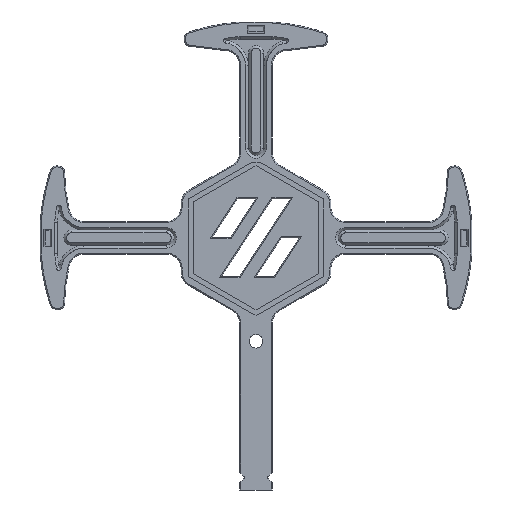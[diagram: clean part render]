
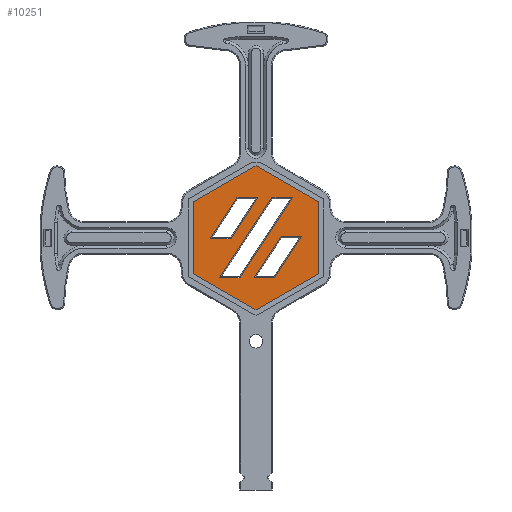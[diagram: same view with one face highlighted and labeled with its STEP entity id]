
A CAD part, left-side view. The second image highlights one B-rep face of the part: STEP entity #10251.
In plain terms, the highlighted planar face has unit normal (-1, 0, 0).
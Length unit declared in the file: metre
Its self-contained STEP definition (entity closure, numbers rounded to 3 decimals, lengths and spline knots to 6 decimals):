
#1845=ORIENTED_EDGE('',*,*,#4756,.T.);
#1846=ORIENTED_EDGE('',*,*,#4759,.T.);
#1847=ORIENTED_EDGE('',*,*,#4757,.T.);
#1848=ORIENTED_EDGE('',*,*,#4742,.T.);
#1849=ORIENTED_EDGE('',*,*,#4748,.T.);
#1850=ORIENTED_EDGE('',*,*,#4745,.T.);
#1851=ORIENTED_EDGE('',*,*,#4751,.F.);
#1852=ORIENTED_EDGE('',*,*,#4779,.F.);
#1853=ORIENTED_EDGE('',*,*,#4777,.F.);
#1854=ORIENTED_EDGE('',*,*,#4775,.F.);
#1855=ORIENTED_EDGE('',*,*,#4716,.F.);
#1856=ORIENTED_EDGE('',*,*,#4726,.F.);
#1857=ORIENTED_EDGE('',*,*,#4722,.F.);
#1858=ORIENTED_EDGE('',*,*,#4719,.F.);
#1859=ORIENTED_EDGE('',*,*,#4771,.F.);
#1860=ORIENTED_EDGE('',*,*,#4728,.F.);
#1861=ORIENTED_EDGE('',*,*,#4770,.F.);
#1862=ORIENTED_EDGE('',*,*,#4769,.F.);
#4716=EDGE_CURVE('',#6230,#6231,#7036,.T.);
#4719=EDGE_CURVE('',#6231,#6232,#7039,.T.);
#4722=EDGE_CURVE('',#6232,#6234,#7042,.T.);
#4726=EDGE_CURVE('',#6234,#6230,#7046,.T.);
#4728=EDGE_CURVE('',#6236,#6237,#7048,.T.);
#4742=EDGE_CURVE('',#6241,#6242,#7061,.T.);
#4745=EDGE_CURVE('',#6243,#6244,#7064,.T.);
#4748=EDGE_CURVE('',#6242,#6243,#7067,.T.);
#4751=EDGE_CURVE('',#6247,#6248,#7070,.T.);
#4756=EDGE_CURVE('',#6244,#6249,#7075,.T.);
#4757=EDGE_CURVE('',#6250,#6241,#7076,.T.);
#4759=EDGE_CURVE('',#6249,#6250,#7078,.T.);
#4769=EDGE_CURVE('',#6254,#6253,#7088,.T.);
#4770=EDGE_CURVE('',#6253,#6236,#7089,.T.);
#4771=EDGE_CURVE('',#6237,#6254,#7090,.T.);
#4775=EDGE_CURVE('',#6248,#6256,#7094,.T.);
#4777=EDGE_CURVE('',#6256,#6257,#7096,.T.);
#4779=EDGE_CURVE('',#6257,#6247,#7098,.T.);
#6230=VERTEX_POINT('',#15967);
#6231=VERTEX_POINT('',#15968);
#6232=VERTEX_POINT('',#15973);
#6234=VERTEX_POINT('',#15979);
#6236=VERTEX_POINT('',#15990);
#6237=VERTEX_POINT('',#15991);
#6241=VERTEX_POINT('',#16019);
#6242=VERTEX_POINT('',#16020);
#6243=VERTEX_POINT('',#16025);
#6244=VERTEX_POINT('',#16026);
#6247=VERTEX_POINT('',#16037);
#6248=VERTEX_POINT('',#16039);
#6249=VERTEX_POINT('',#16046);
#6250=VERTEX_POINT('',#16050);
#6253=VERTEX_POINT('',#16072);
#6254=VERTEX_POINT('',#16074);
#6256=VERTEX_POINT('',#16088);
#6257=VERTEX_POINT('',#16092);
#7036=LINE('',#15966,#7939);
#7039=LINE('',#15972,#7942);
#7042=LINE('',#15978,#7945);
#7046=LINE('',#15985,#7949);
#7048=LINE('',#15989,#7951);
#7061=LINE('',#16018,#7964);
#7064=LINE('',#16024,#7967);
#7067=LINE('',#16030,#7970);
#7070=LINE('',#16038,#7973);
#7075=LINE('',#16047,#7978);
#7076=LINE('',#16049,#7979);
#7078=LINE('',#16054,#7981);
#7088=LINE('',#16075,#7991);
#7089=LINE('',#16077,#7992);
#7090=LINE('',#16079,#7993);
#7094=LINE('',#16087,#7997);
#7096=LINE('',#16091,#7999);
#7098=LINE('',#16095,#8001);
#7939=VECTOR('',#12610,1.);
#7942=VECTOR('',#12615,1.);
#7945=VECTOR('',#12620,1.);
#7949=VECTOR('',#12626,1.);
#7951=VECTOR('',#12632,1.);
#7964=VECTOR('',#12667,1.);
#7967=VECTOR('',#12672,1.);
#7970=VECTOR('',#12677,1.);
#7973=VECTOR('',#12684,1.);
#7978=VECTOR('',#12693,1.);
#7979=VECTOR('',#12696,1.);
#7981=VECTOR('',#12702,1.);
#7991=VECTOR('',#12726,1.);
#7992=VECTOR('',#12729,1.);
#7993=VECTOR('',#12732,1.);
#7997=VECTOR('',#12742,1.);
#7999=VECTOR('',#12746,1.);
#8001=VECTOR('',#12750,1.);
#8690=EDGE_LOOP('',(#1845,#1846,#1847,#1848,#1849,#1850));
#8691=EDGE_LOOP('',(#1851,#1852,#1853,#1854));
#8692=EDGE_LOOP('',(#1855,#1856,#1857,#1858));
#8693=EDGE_LOOP('',(#1859,#1860,#1861,#1862));
#9350=FACE_BOUND('',#8690,.T.);
#9351=FACE_BOUND('',#8691,.T.);
#9352=FACE_BOUND('',#8692,.T.);
#9353=FACE_BOUND('',#8693,.T.);
#9959=PLANE('',#11086);
#10251=ADVANCED_FACE('',(#9350,#9351,#9352,#9353),#9959,.T.);
#11086=AXIS2_PLACEMENT_3D('',#16096,#12751,#12752);
#12610=DIRECTION('',(0.,-0.547,0.837));
#12615=DIRECTION('',(0.,1.,0.));
#12620=DIRECTION('',(0.,0.547,-0.837));
#12626=DIRECTION('',(0.,-1.,0.));
#12632=DIRECTION('',(0.,1.,0.));
#12667=DIRECTION('',(0.,-0.866,0.5));
#12672=DIRECTION('',(0.,0.866,0.5));
#12677=DIRECTION('',(0.,0.,1.));
#12684=DIRECTION('',(0.,-0.544,0.839));
#12693=DIRECTION('',(0.,0.866,-0.5));
#12696=DIRECTION('',(0.,-0.866,-0.5));
#12702=DIRECTION('',(0.,0.,-1.));
#12726=DIRECTION('',(0.,-1.,0.));
#12729=DIRECTION('',(0.,-0.548,0.836));
#12732=DIRECTION('',(0.,0.547,-0.837));
#12742=DIRECTION('',(0.,1.,0.));
#12746=DIRECTION('',(0.,0.543,-0.839));
#12750=DIRECTION('',(0.,-1.,0.));
#12751=DIRECTION('',(-1.,0.,0.));
#12752=DIRECTION('',(0.,0.,-1.));
#15966=CARTESIAN_POINT('',(-0.215722,-0.135168,0.071276));
#15967=CARTESIAN_POINT('',(-0.215722,-0.128015,0.060316));
#15968=CARTESIAN_POINT('',(-0.215722,-0.138767,0.07679));
#15972=CARTESIAN_POINT('',(-0.215722,-0.125667,0.07679));
#15973=CARTESIAN_POINT('',(-0.215722,-0.130577,0.07679));
#15978=CARTESIAN_POINT('',(-0.215722,-0.123222,0.065532));
#15979=CARTESIAN_POINT('',(-0.215722,-0.119815,0.060316));
#15985=CARTESIAN_POINT('',(-0.215722,-0.12417,0.060316));
#15989=CARTESIAN_POINT('',(-0.215722,-0.123827,0.092463));
#15990=CARTESIAN_POINT('',(-0.215722,-0.135215,0.092463));
#15991=CARTESIAN_POINT('',(-0.215722,-0.126895,0.092463));
#16018=CARTESIAN_POINT('',(-0.215722,-0.070981,0.01886));
#16019=CARTESIAN_POINT('',(-0.215722,-0.120542,0.047474));
#16020=CARTESIAN_POINT('',(-0.215722,-0.145542,0.061907));
#16024=CARTESIAN_POINT('',(-0.215722,-0.065352,0.137072));
#16025=CARTESIAN_POINT('',(-0.215722,-0.145542,0.090775));
#16026=CARTESIAN_POINT('',(-0.215722,-0.120542,0.105209));
#16030=CARTESIAN_POINT('',(-0.215722,-0.145542,0.082841));
#16037=CARTESIAN_POINT('',(-0.215722,-0.110577,0.075941));
#16038=CARTESIAN_POINT('',(-0.215722,-0.11672,0.085427));
#16039=CARTESIAN_POINT('',(-0.215722,-0.121277,0.092463));
#16046=CARTESIAN_POINT('',(-0.215722,-0.095542,0.090775));
#16047=CARTESIAN_POINT('',(-0.215722,-0.045981,0.062161));
#16049=CARTESIAN_POINT('',(-0.215722,-0.040352,0.093771));
#16050=CARTESIAN_POINT('',(-0.215722,-0.095542,0.061907));
#16054=CARTESIAN_POINT('',(-0.215722,-0.095542,0.082841));
#16072=CARTESIAN_POINT('',(-0.215722,-0.114144,0.060316));
#16074=CARTESIAN_POINT('',(-0.215722,-0.105915,0.060316));
#16075=CARTESIAN_POINT('',(-0.215722,-0.12417,0.060316));
#16077=CARTESIAN_POINT('',(-0.215722,-0.128538,0.082277));
#16079=CARTESIAN_POINT('',(-0.215722,-0.111396,0.068715));
#16087=CARTESIAN_POINT('',(-0.215722,-0.123827,0.092463));
#16088=CARTESIAN_POINT('',(-0.215722,-0.112909,0.092463));
#16091=CARTESIAN_POINT('',(-0.215722,-0.10464,0.079691));
#16092=CARTESIAN_POINT('',(-0.215722,-0.102212,0.075941));
#16095=CARTESIAN_POINT('',(-0.215722,-0.115451,0.075941));
#16096=CARTESIAN_POINT('',(-0.215722,-0.034042,0.082841));
